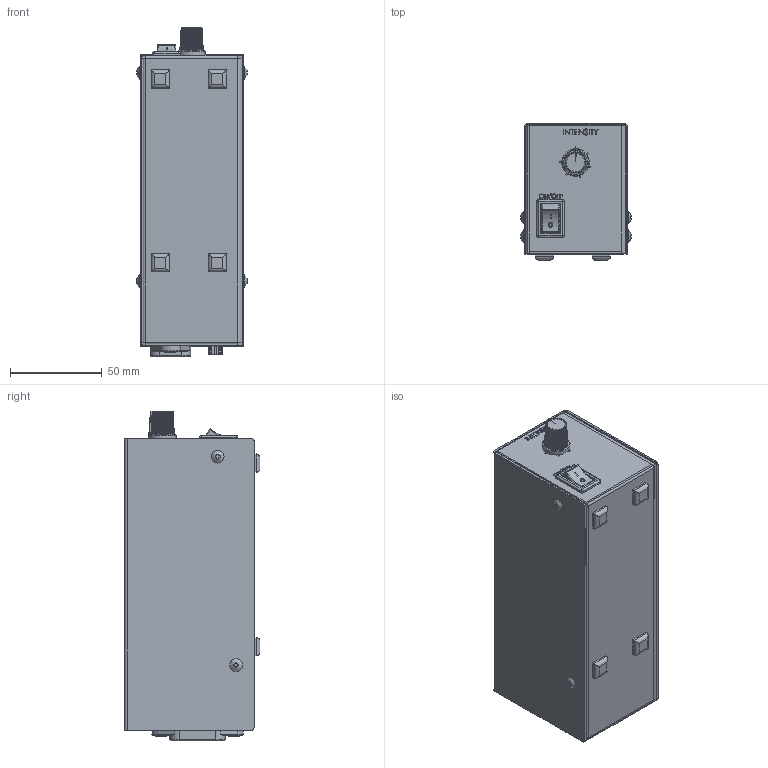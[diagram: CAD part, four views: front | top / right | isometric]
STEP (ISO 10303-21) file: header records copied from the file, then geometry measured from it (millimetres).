
FILE_DESCRIPTION (( 'STEP AP203' ), '1' );
FILE_NAME ('PSR-2430.STEP', '2020-03-26T06:02:45', ( '' ), ( '' ), 'SwSTEP 2.0', 'SolidWorks 2011', '' );
FILE_SCHEMA (( 'CONFIG_CONTROL_DESIGN' ));
Length unit declared in the file: millimetre
Products named in the file (1): PSR-2430
Bounding box: 60.11 x 74 x 179.43 mm (x, y, z)
Surface area: 119983.8 mm2 (no closed solid volume)
Topology: 0 solids, 28 shells, 744 faces, 2720 edges, 1964 vertices
Faces by surface type: plane 491, cone 106, cylinder 91, bspline 44, sphere 8, torus 4
Full cylindrical faces by diameter (mm): 1.6 x1, 6 x2, 6.9 x4, 15 x1
Entity records: 32978 total; most frequent: CARTESIAN_POINT 10907, ORIENTED_EDGE 4430, DIRECTION 4057, EDGE_CURVE 2703, VERTEX_POINT 1959, LINE 1843, VECTOR 1843, AXIS2_PLACEMENT_3D 1107
